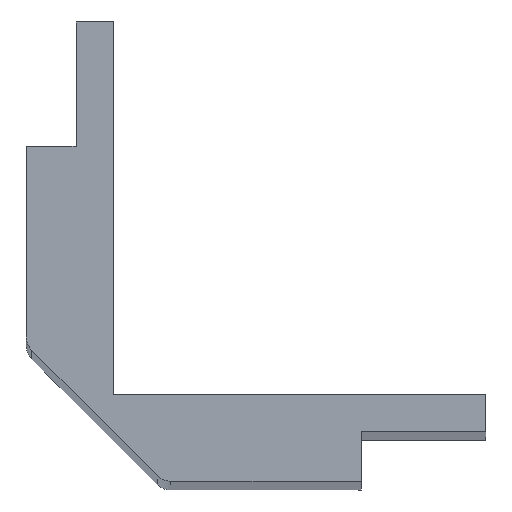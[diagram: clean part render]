
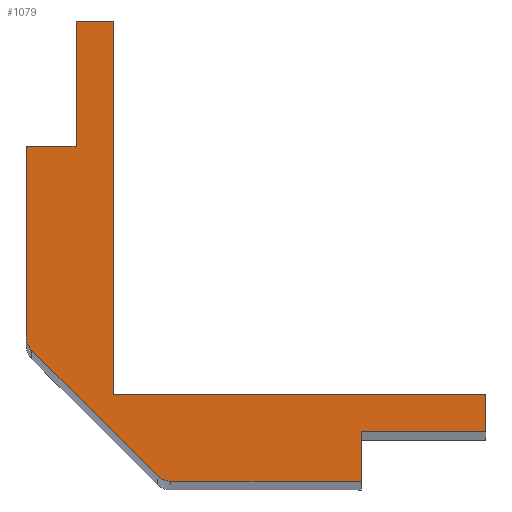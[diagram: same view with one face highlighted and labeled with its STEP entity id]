
A CAD part, top view. The second image highlights one B-rep face of the part: STEP entity #1079.
In plain terms, the highlighted planar face has unit normal (0, 0, 1).
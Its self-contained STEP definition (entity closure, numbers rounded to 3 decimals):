
#12 = LINE ( 'NONE', #351, #892 ) ;
#26 = DIRECTION ( 'NONE',  ( 0., 0., 1. ) ) ;
#39 = ORIENTED_EDGE ( 'NONE', *, *, #697, .F. ) ;
#40 = CARTESIAN_POINT ( 'NONE',  ( 20., 0., 280. ) ) ;
#42 = CARTESIAN_POINT ( 'NONE',  ( -3., 30., 280. ) ) ;
#44 = DIRECTION ( 'NONE',  ( 0., 1., 0. ) ) ;
#46 = VECTOR ( 'NONE', #668, 1000. ) ;
#78 = LINE ( 'NONE', #102, #92 ) ;
#81 = CARTESIAN_POINT ( 'NONE',  ( 0., 30., 280. ) ) ;
#85 = ORIENTED_EDGE ( 'NONE', *, *, #894, .T. ) ;
#92 = VECTOR ( 'NONE', #417, 1000. ) ;
#102 = CARTESIAN_POINT ( 'NONE',  ( 20., -414.108, 280. ) ) ;
#106 = VECTOR ( 'NONE', #633, 1000. ) ;
#123 = CARTESIAN_POINT ( 'NONE',  ( -7., 4., 280. ) ) ;
#130 = VERTEX_POINT ( 'NONE', #42 ) ;
#131 = DIRECTION ( 'NONE',  ( 0., 0., 1. ) ) ;
#139 = VERTEX_POINT ( 'NONE', #821 ) ;
#155 = VECTOR ( 'NONE', #979, 1000. ) ;
#159 = VERTEX_POINT ( 'NONE', #302 ) ;
#162 = AXIS2_PLACEMENT_3D ( 'NONE', #594, #934, #850 ) ;
#167 = DIRECTION ( 'NONE',  ( 1., 0., 0. ) ) ;
#179 = ORIENTED_EDGE ( 'NONE', *, *, #397, .T. ) ;
#206 = DIRECTION ( 'NONE',  ( 1., 0., 0. ) ) ;
#209 = VERTEX_POINT ( 'NONE', #834 ) ;
#216 = ORIENTED_EDGE ( 'NONE', *, *, #1057, .F. ) ;
#223 = CARTESIAN_POINT ( 'NONE',  ( -7., 7., 280. ) ) ;
#228 = VERTEX_POINT ( 'NONE', #81 ) ;
#234 = ORIENTED_EDGE ( 'NONE', *, *, #806, .T. ) ;
#254 = ORIENTED_EDGE ( 'NONE', *, *, #556, .T. ) ;
#288 = CARTESIAN_POINT ( 'NONE',  ( 0., 0., 280. ) ) ;
#291 = VERTEX_POINT ( 'NONE', #596 ) ;
#302 = CARTESIAN_POINT ( 'NONE',  ( 3.561, -6.561, 280. ) ) ;
#306 = VERTEX_POINT ( 'NONE', #530 ) ;
#328 = CARTESIAN_POINT ( 'NONE',  ( 7., -3., 280. ) ) ;
#338 = VECTOR ( 'NONE', #1058, 1000. ) ;
#351 = CARTESIAN_POINT ( 'NONE',  ( 4., -7., 280. ) ) ;
#367 = DIRECTION ( 'NONE',  ( 1., 0., 0. ) ) ;
#369 = EDGE_CURVE ( 'NONE', #517, #159, #459, .T. ) ;
#382 = CARTESIAN_POINT ( 'NONE',  ( 0., 0., 280. ) ) ;
#385 = PLANE ( 'NONE',  #504 ) ;
#387 = CARTESIAN_POINT ( 'NONE',  ( -7., 4.621, 280. ) ) ;
#397 = EDGE_CURVE ( 'NONE', #885, #865, #887, .T. ) ;
#400 = VERTEX_POINT ( 'NONE', #288 ) ;
#403 = CARTESIAN_POINT ( 'NONE',  ( 30., 0., 280. ) ) ;
#417 = DIRECTION ( 'NONE',  ( 0., 1., 0. ) ) ;
#430 = CARTESIAN_POINT ( 'NONE',  ( -3., 30., 280. ) ) ;
#438 = LINE ( 'NONE', #664, #990 ) ;
#439 = VERTEX_POINT ( 'NONE', #403 ) ;
#451 = FACE_OUTER_BOUND ( 'NONE', #565, .T. ) ;
#459 = LINE ( 'NONE', #123, #106 ) ;
#463 = DIRECTION ( 'NONE',  ( -1., 0., 0. ) ) ;
#491 = CIRCLE ( 'NONE', #162, 1.5 ) ;
#492 = ORIENTED_EDGE ( 'NONE', *, *, #837, .T. ) ;
#501 = CIRCLE ( 'NONE', #1069, 1.5 ) ;
#504 = AXIS2_PLACEMENT_3D ( 'NONE', #875, #26, #206 ) ;
#512 = LINE ( 'NONE', #677, #996 ) ;
#513 = CARTESIAN_POINT ( 'NONE',  ( 30., 0., 280. ) ) ;
#517 = VERTEX_POINT ( 'NONE', #650 ) ;
#530 = CARTESIAN_POINT ( 'NONE',  ( 30., -3., 280. ) ) ;
#535 = ORIENTED_EDGE ( 'NONE', *, *, #369, .T. ) ;
#538 = EDGE_CURVE ( 'NONE', #130, #228, #588, .T. ) ;
#539 = ORIENTED_EDGE ( 'NONE', *, *, #538, .F. ) ;
#540 = LINE ( 'NONE', #40, #696 ) ;
#552 = CARTESIAN_POINT ( 'NONE',  ( -7., 20., 280. ) ) ;
#556 = EDGE_CURVE ( 'NONE', #130, #139, #512, .T. ) ;
#565 = EDGE_LOOP ( 'NONE', ( #216, #179, #1026, #535, #764, #985, #872, #85, #39, #234, #492, #539, #254 ) ) ;
#588 = LINE ( 'NONE', #430, #897 ) ;
#594 = CARTESIAN_POINT ( 'NONE',  ( -5.5, 4.621, 280. ) ) ;
#596 = CARTESIAN_POINT ( 'NONE',  ( 20., -7., 280. ) ) ;
#633 = DIRECTION ( 'NONE',  ( 0.707, -0.707, 0. ) ) ;
#638 = EDGE_CURVE ( 'NONE', #865, #517, #491, .T. ) ;
#650 = CARTESIAN_POINT ( 'NONE',  ( -6.561, 3.561, 280. ) ) ;
#664 = CARTESIAN_POINT ( 'NONE',  ( -414.108, 20., 280. ) ) ;
#668 = DIRECTION ( 'NONE',  ( 0., -1., 0. ) ) ;
#677 = CARTESIAN_POINT ( 'NONE',  ( -3., 20., 280. ) ) ;
#686 = DIRECTION ( 'NONE',  ( 1., 0., 0. ) ) ;
#694 = DIRECTION ( 'NONE',  ( 0., -1., 0. ) ) ;
#696 = VECTOR ( 'NONE', #463, 1000. ) ;
#697 = EDGE_CURVE ( 'NONE', #439, #306, #755, .T. ) ;
#739 = DIRECTION ( 'NONE',  ( 1., 0., 0. ) ) ;
#755 = LINE ( 'NONE', #513, #46 ) ;
#756 = EDGE_CURVE ( 'NONE', #781, #291, #12, .T. ) ;
#764 = ORIENTED_EDGE ( 'NONE', *, *, #860, .T. ) ;
#781 = VERTEX_POINT ( 'NONE', #1037 ) ;
#806 = EDGE_CURVE ( 'NONE', #439, #400, #540, .T. ) ;
#821 = CARTESIAN_POINT ( 'NONE',  ( -3., 20., 280. ) ) ;
#834 = CARTESIAN_POINT ( 'NONE',  ( 20., -3., 280. ) ) ;
#837 = EDGE_CURVE ( 'NONE', #400, #228, #974, .T. ) ;
#844 = VECTOR ( 'NONE', #44, 1000. ) ;
#850 = DIRECTION ( 'NONE',  ( 1., 0., 0. ) ) ;
#860 = EDGE_CURVE ( 'NONE', #159, #781, #501, .T. ) ;
#865 = VERTEX_POINT ( 'NONE', #387 ) ;
#872 = ORIENTED_EDGE ( 'NONE', *, *, #1045, .T. ) ;
#875 = CARTESIAN_POINT ( 'NONE',  ( 0., 0., 280. ) ) ;
#885 = VERTEX_POINT ( 'NONE', #552 ) ;
#887 = LINE ( 'NONE', #223, #338 ) ;
#892 = VECTOR ( 'NONE', #686, 1000. ) ;
#894 = EDGE_CURVE ( 'NONE', #209, #306, #896, .T. ) ;
#896 = LINE ( 'NONE', #328, #155 ) ;
#897 = VECTOR ( 'NONE', #739, 1000. ) ;
#934 = DIRECTION ( 'NONE',  ( 0., 0., 1. ) ) ;
#965 = CARTESIAN_POINT ( 'NONE',  ( 4.621, -5.5, 280. ) ) ;
#974 = LINE ( 'NONE', #382, #844 ) ;
#979 = DIRECTION ( 'NONE',  ( 1., 0., 0. ) ) ;
#985 = ORIENTED_EDGE ( 'NONE', *, *, #756, .T. ) ;
#990 = VECTOR ( 'NONE', #167, 1000. ) ;
#996 = VECTOR ( 'NONE', #694, 1000. ) ;
#1026 = ORIENTED_EDGE ( 'NONE', *, *, #638, .T. ) ;
#1037 = CARTESIAN_POINT ( 'NONE',  ( 4.621, -7., 280. ) ) ;
#1045 = EDGE_CURVE ( 'NONE', #291, #209, #78, .T. ) ;
#1057 = EDGE_CURVE ( 'NONE', #885, #139, #438, .T. ) ;
#1058 = DIRECTION ( 'NONE',  ( 0., -1., 0. ) ) ;
#1069 = AXIS2_PLACEMENT_3D ( 'NONE', #965, #131, #367 ) ;
#1079 = ADVANCED_FACE ( 'NONE', ( #451 ), #385, .T. ) ;
